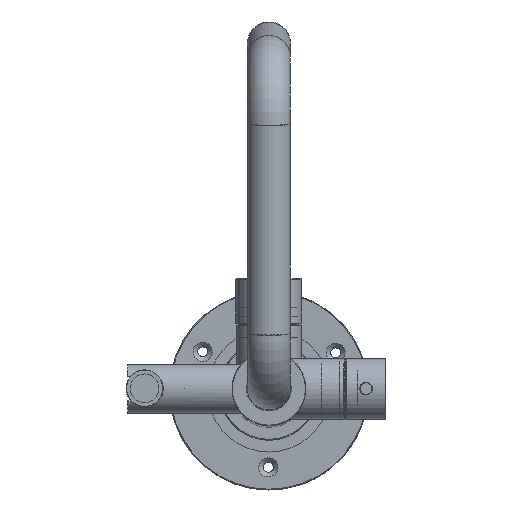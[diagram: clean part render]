
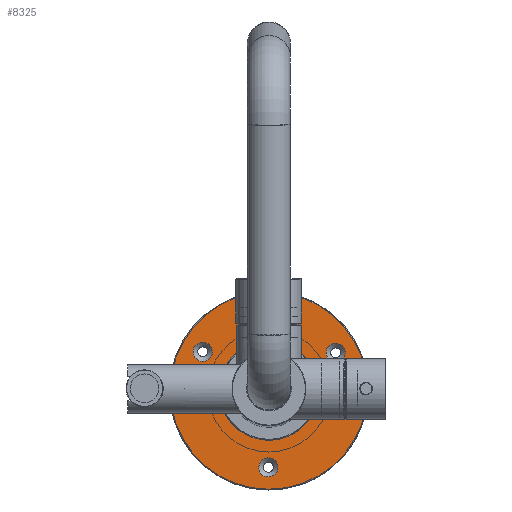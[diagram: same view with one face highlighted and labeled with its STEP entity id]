
A CAD part, top view. The second image highlights one B-rep face of the part: STEP entity #8325.
In plain terms, the highlighted planar face has unit normal (0, 0, 1).
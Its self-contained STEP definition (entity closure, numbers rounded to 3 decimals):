
#1585=ORIENTED_EDGE('',*,*,#3707,.F.);
#1586=ORIENTED_EDGE('',*,*,#3708,.T.);
#1587=ORIENTED_EDGE('',*,*,#3703,.T.);
#1588=ORIENTED_EDGE('',*,*,#3704,.T.);
#1589=ORIENTED_EDGE('',*,*,#3705,.T.);
#3703=EDGE_CURVE('',#4770,#4770,#5607,.F.);
#3704=EDGE_CURVE('',#4771,#4771,#5608,.F.);
#3705=EDGE_CURVE('',#4772,#4772,#5609,.F.);
#3707=EDGE_CURVE('',#4774,#4774,#5611,.T.);
#3708=EDGE_CURVE('',#4775,#4775,#5612,.T.);
#4770=VERTEX_POINT('',#14222);
#4771=VERTEX_POINT('',#14225);
#4772=VERTEX_POINT('',#14228);
#4774=VERTEX_POINT('',#14234);
#4775=VERTEX_POINT('',#14236);
#5607=CIRCLE('',#10961,6.25);
#5608=CIRCLE('',#10963,6.25);
#5609=CIRCLE('',#10965,6.25);
#5611=CIRCLE('',#10969,29.15);
#5612=CIRCLE('',#10970,64.25);
#6011=EDGE_LOOP('',(#1585));
#6012=EDGE_LOOP('',(#1586));
#6013=EDGE_LOOP('',(#1587));
#6014=EDGE_LOOP('',(#1588));
#6015=EDGE_LOOP('',(#1589));
#7047=FACE_BOUND('',#6011,.T.);
#7048=FACE_BOUND('',#6012,.T.);
#7049=FACE_BOUND('',#6013,.T.);
#7050=FACE_BOUND('',#6014,.T.);
#7051=FACE_BOUND('',#6015,.T.);
#8062=PLANE('',#10968);
#8325=ADVANCED_FACE('',(#7047,#7048,#7049,#7050,#7051),#8062,.T.);
#10961=AXIS2_PLACEMENT_3D('',#14221,#11944,#11945);
#10963=AXIS2_PLACEMENT_3D('',#14224,#11948,#11949);
#10965=AXIS2_PLACEMENT_3D('',#14227,#11952,#11953);
#10968=AXIS2_PLACEMENT_3D('',#14232,#11958,#11959);
#10969=AXIS2_PLACEMENT_3D('',#14233,#11960,#11961);
#10970=AXIS2_PLACEMENT_3D('',#14235,#11962,#11963);
#11944=DIRECTION('',(0.,0.,1.));
#11945=DIRECTION('',(0.588,-0.809,0.));
#11948=DIRECTION('',(0.,0.,1.));
#11949=DIRECTION('',(0.809,0.588,0.));
#11952=DIRECTION('',(0.,0.,1.));
#11953=DIRECTION('',(0.809,0.588,0.));
#11958=DIRECTION('',(0.,0.,1.));
#11959=DIRECTION('',(0.112,0.994,0.));
#11960=DIRECTION('',(0.,0.,1.));
#11961=DIRECTION('',(1.,0.,0.));
#11962=DIRECTION('',(0.,0.,1.));
#11963=DIRECTION('',(1.,0.,0.));
#14221=CARTESIAN_POINT('',(-49.999,0.369,-805.8));
#14222=CARTESIAN_POINT('',(-46.325,-4.687,-805.8));
#14224=CARTESIAN_POINT('',(25.319,43.115,-805.8));
#14225=CARTESIAN_POINT('',(30.376,46.789,-805.8));
#14227=CARTESIAN_POINT('',(24.679,-43.485,-805.8));
#14228=CARTESIAN_POINT('',(29.736,-39.811,-805.8));
#14232=CARTESIAN_POINT('',(57.1,-71.587,-805.8));
#14233=CARTESIAN_POINT('',(0.,0.,-805.8));
#14234=CARTESIAN_POINT('',(29.15,0.,-805.8));
#14235=CARTESIAN_POINT('',(0.,0.,-805.8));
#14236=CARTESIAN_POINT('',(64.25,0.,-805.8));
